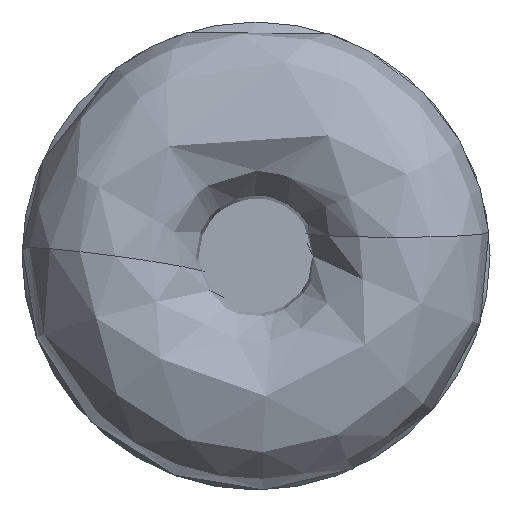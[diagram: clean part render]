
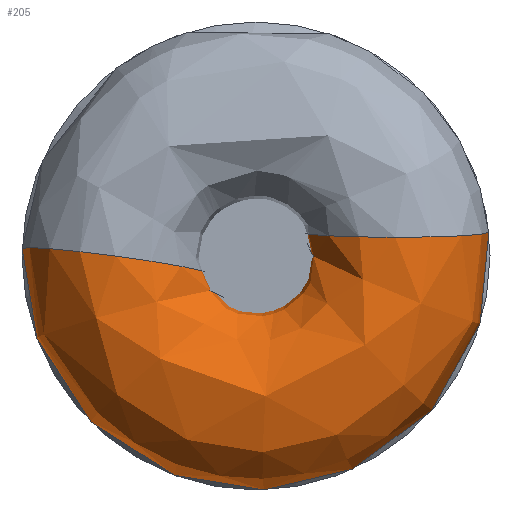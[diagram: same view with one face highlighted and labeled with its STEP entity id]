
A CAD part, left-side view. The second image highlights one B-rep face of the part: STEP entity #205.
In plain terms, the highlighted free-form (B-spline) face has degree [3, 3] with [7, 7] control points.
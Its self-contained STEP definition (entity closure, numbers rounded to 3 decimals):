
#205=ADVANCED_FACE('',(#226,#227),#224,.T.);
#224=(
BOUNDED_SURFACE()
B_SPLINE_SURFACE(3,3,((#485,#486,#487,#488,#489,#490,#491),(#492,#493,#494,
#495,#496,#497,#498),(#499,#500,#501,#502,#503,#504,#505),(#506,#507,#508,
#509,#510,#511,#512),(#513,#514,#515,#516,#517,#518,#519),(#520,#521,#522,
#523,#524,#525,#526),(#527,#528,#529,#530,#531,#532,#533)),
 .UNSPECIFIED.,.T.,.F.,.F.)
B_SPLINE_SURFACE_WITH_KNOTS((1,3,3,3,1),(4,3,4),(-0.5,0.,0.5,1.,1.5),(0.,
0.5,1.),.UNSPECIFIED.)
GEOMETRIC_REPRESENTATION_ITEM()
RATIONAL_B_SPLINE_SURFACE(((1.,0.789,0.789,1.,0.789,
0.789,1.),(0.333,0.263,0.263,
0.333,0.263,0.263,0.333),
(0.333,0.263,0.263,0.333,
0.263,0.263,0.333),(1.,0.789,
0.789,1.,0.789,0.789,1.),(0.333,
0.263,0.263,0.333,0.263,
0.263,0.333),(0.333,0.263,
0.263,0.333,0.263,0.263,
0.333),(1.,0.789,0.789,1.,0.789,
0.789,1.)))
REPRESENTATION_ITEM('')
SURFACE()
);
#226=FACE_BOUND('',#260,.T.);
#227=FACE_BOUND('',#261,.T.);
#260=EDGE_LOOP('',(#296));
#261=EDGE_LOOP('',(#297));
#296=ORIENTED_EDGE('',*,*,#350,.F.);
#297=ORIENTED_EDGE('',*,*,#351,.T.);
#332=VERTEX_POINT('',#482);
#333=VERTEX_POINT('',#484);
#350=EDGE_CURVE('',#332,#332,#368,.T.);
#351=EDGE_CURVE('',#333,#333,#369,.T.);
#368=CIRCLE('',#387,5.);
#369=CIRCLE('',#388,5.);
#387=AXIS2_PLACEMENT_3D('',#481,#417,#418);
#388=AXIS2_PLACEMENT_3D('',#483,#419,#420);
#417=DIRECTION('',(-0.052,0.,0.999));
#418=DIRECTION('',(0.999,0.,0.052));
#419=DIRECTION('',(-0.052,0.133,-0.99));
#420=DIRECTION('',(0.999,0.007,-0.052));
#481=CARTESIAN_POINT('',(4.993,-7.436,1.262));
#482=CARTESIAN_POINT('',(9.986,-7.436,1.523));
#483=CARTESIAN_POINT('',(4.993,7.538,-0.261));
#484=CARTESIAN_POINT('',(9.986,7.573,-0.52));
#485=CARTESIAN_POINT('',(9.986,7.573,-0.52));
#486=CARTESIAN_POINT('',(9.986,7.252,-5.194));
#487=CARTESIAN_POINT('',(9.986,3.619,-8.153));
#488=CARTESIAN_POINT('',(9.986,-1.024,-7.521));
#489=CARTESIAN_POINT('',(9.986,-5.666,-6.889));
#490=CARTESIAN_POINT('',(9.986,-8.376,-3.067));
#491=CARTESIAN_POINT('',(9.986,-7.436,1.523));
#492=CARTESIAN_POINT('',(9.986,-2.338,-1.851));
#493=CARTESIAN_POINT('',(9.986,-3.481,-0.408));
#494=CARTESIAN_POINT('',(9.986,-3.207,1.413));
#495=CARTESIAN_POINT('',(9.986,-1.691,2.457));
#496=CARTESIAN_POINT('',(9.986,-0.175,3.501));
#497=CARTESIAN_POINT('',(9.986,1.624,3.106));
#498=CARTESIAN_POINT('',(9.986,2.564,1.523));
#499=CARTESIAN_POINT('',(0.,-2.408,-1.332));
#500=CARTESIAN_POINT('',(0.,-3.231,0.154));
#501=CARTESIAN_POINT('',(0.,-2.707,1.77));
#502=CARTESIAN_POINT('',(0.,-1.169,2.492));
#503=CARTESIAN_POINT('',(0.,0.369,3.213));
#504=CARTESIAN_POINT('',(0.,1.947,2.583));
#505=CARTESIAN_POINT('',(0.,2.564,1.));
#506=CARTESIAN_POINT('',(0.,7.503,-0.001));
#507=CARTESIAN_POINT('',(0.,7.502,-4.633));
#508=CARTESIAN_POINT('',(0.,4.119,-7.796));
#509=CARTESIAN_POINT('',(0.,-0.502,-7.486));
#510=CARTESIAN_POINT('',(0.,-5.123,-7.176));
#511=CARTESIAN_POINT('',(0.,-8.053,-3.59));
#512=CARTESIAN_POINT('',(0.,-7.436,1.));
#513=CARTESIAN_POINT('',(0.,17.414,1.33));
#514=CARTESIAN_POINT('',(0.,18.235,-9.419));
#515=CARTESIAN_POINT('',(0.,10.945,-17.362));
#516=CARTESIAN_POINT('',(0.,0.165,-17.464));
#517=CARTESIAN_POINT('',(0.,-10.615,-17.566));
#518=CARTESIAN_POINT('',(0.,-18.053,-9.763));
#519=CARTESIAN_POINT('',(0.,-17.436,1.));
#520=CARTESIAN_POINT('',(9.986,17.484,0.811));
#521=CARTESIAN_POINT('',(9.986,17.984,-9.981));
#522=CARTESIAN_POINT('',(9.986,10.445,-17.719));
#523=CARTESIAN_POINT('',(9.986,-0.357,-17.499));
#524=CARTESIAN_POINT('',(9.986,-11.158,-17.278));
#525=CARTESIAN_POINT('',(9.986,-18.376,-9.239));
#526=CARTESIAN_POINT('',(9.986,-17.436,1.523));
#527=CARTESIAN_POINT('',(9.986,7.573,-0.52));
#528=CARTESIAN_POINT('',(9.986,7.252,-5.194));
#529=CARTESIAN_POINT('',(9.986,3.619,-8.153));
#530=CARTESIAN_POINT('',(9.986,-1.024,-7.521));
#531=CARTESIAN_POINT('',(9.986,-5.666,-6.889));
#532=CARTESIAN_POINT('',(9.986,-8.376,-3.067));
#533=CARTESIAN_POINT('',(9.986,-7.436,1.523));
